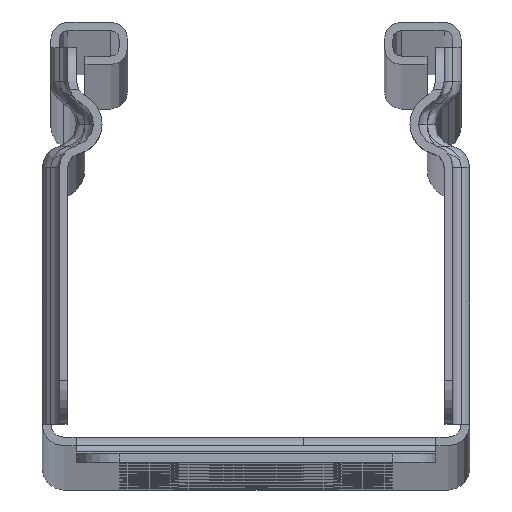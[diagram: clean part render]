
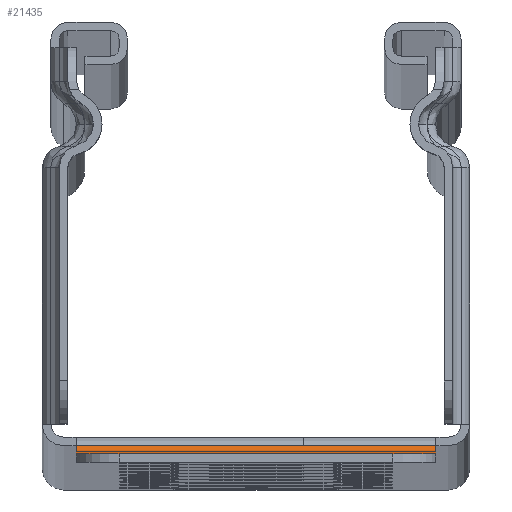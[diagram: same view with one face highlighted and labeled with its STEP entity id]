
A CAD part, top view. The second image highlights one B-rep face of the part: STEP entity #21435.
In plain terms, the highlighted cylindrical face has radius 3.625 mm (diameter 7.25 mm), a partial arc.
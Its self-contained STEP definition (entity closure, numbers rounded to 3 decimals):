
#1166=FACE_OUTER_BOUND('',#2625,.T.);
#2625=EDGE_LOOP('',(#15864,#15865,#15866,#15867));
#4537=CIRCLE('',#23429,3.625);
#4549=CIRCLE('',#23451,3.625);
#5620=LINE('',#34762,#7562);
#5621=LINE('',#34763,#7563);
#7562=VECTOR('',#27632,10.);
#7563=VECTOR('',#27633,10.);
#10312=VERTEX_POINT('',#34713);
#10313=VERTEX_POINT('',#34715);
#10322=VERTEX_POINT('',#34756);
#10323=VERTEX_POINT('',#34758);
#12473=EDGE_CURVE('',#10312,#10313,#4537,.T.);
#12496=EDGE_CURVE('',#10322,#10323,#4549,.T.);
#12498=EDGE_CURVE('',#10323,#10312,#5620,.T.);
#12499=EDGE_CURVE('',#10313,#10322,#5621,.T.);
#15864=ORIENTED_EDGE('',*,*,#12498,.F.);
#15865=ORIENTED_EDGE('',*,*,#12496,.F.);
#15866=ORIENTED_EDGE('',*,*,#12499,.F.);
#15867=ORIENTED_EDGE('',*,*,#12473,.F.);
#19770=CYLINDRICAL_SURFACE('',#23452,3.625);
#21435=ADVANCED_FACE('',(#1166),#19770,.F.);
#23429=AXIS2_PLACEMENT_3D('',#34716,#27572,#27573);
#23451=AXIS2_PLACEMENT_3D('',#34759,#27627,#27628);
#23452=AXIS2_PLACEMENT_3D('',#34761,#27630,#27631);
#27572=DIRECTION('center_axis',(1.,0.,0.));
#27573=DIRECTION('ref_axis',(0.,1.,0.));
#27627=DIRECTION('center_axis',(-1.,0.,0.));
#27628=DIRECTION('ref_axis',(0.,1.,0.));
#27630=DIRECTION('center_axis',(1.,0.,0.));
#27631=DIRECTION('ref_axis',(0.,1.,0.));
#27632=DIRECTION('',(-1.,0.,0.));
#27633=DIRECTION('',(1.,0.,0.));
#34713=CARTESIAN_POINT('',(-107.5,-1.,-36.5));
#34715=CARTESIAN_POINT('',(-107.5,0.,-39.));
#34716=CARTESIAN_POINT('Origin',(-107.5,2.625,-36.5));
#34756=CARTESIAN_POINT('',(-65.5,0.,-39.));
#34758=CARTESIAN_POINT('',(-65.5,-1.,-36.5));
#34759=CARTESIAN_POINT('Origin',(-65.5,2.625,-36.5));
#34761=CARTESIAN_POINT('Origin',(-86.5,2.625,-36.5));
#34762=CARTESIAN_POINT('',(-86.5,-1.,-36.5));
#34763=CARTESIAN_POINT('',(-86.5,0.,-39.));
